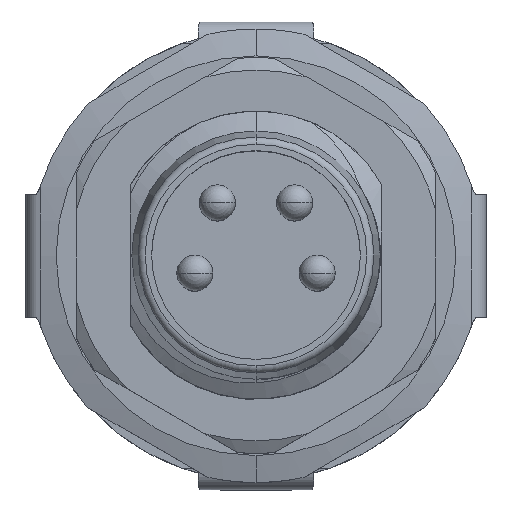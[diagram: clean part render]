
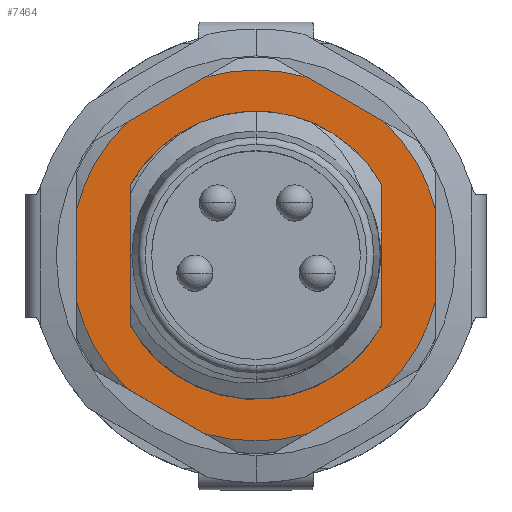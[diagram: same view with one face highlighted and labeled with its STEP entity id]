
A CAD part, top view. The second image highlights one B-rep face of the part: STEP entity #7464.
In plain terms, the highlighted planar face has unit normal (0, 0, 1).
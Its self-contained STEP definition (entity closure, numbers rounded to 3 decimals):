
#1077=CARTESIAN_POINT('',(0.,0.,-7.6));
#1078=DIRECTION('',(0.,0.,-1.));
#1079=DIRECTION('',(-0.875,0.484,0.));
#1080=AXIS2_PLACEMENT_3D('',#1077,#1078,#1079);
#1322=DIRECTION('',(0.,1.,0.));
#1323=VECTOR('',#1322,3.648);
#1324=CARTESIAN_POINT('',(-3.5,-1.712,-7.6));
#1325=LINE('',#1324,#1323);
#1545=CARTESIAN_POINT('',(3.082,1.57,-7.6));
#1546=CARTESIAN_POINT('',(3.137,1.462,-7.6));
#1547=CARTESIAN_POINT('',(3.235,1.242,-7.6));
#1548=CARTESIAN_POINT('',(3.347,0.897,-7.6));
#1549=CARTESIAN_POINT('',(3.422,0.542,-7.6));
#1550=CARTESIAN_POINT('',(3.46,0.181,-7.6));
#1551=CARTESIAN_POINT('',(3.46,-0.181,-7.6));
#1552=CARTESIAN_POINT('',(3.422,-0.543,-7.6));
#1553=CARTESIAN_POINT('',(3.347,-0.897,-7.6));
#1554=CARTESIAN_POINT('',(3.235,-1.242,-7.6));
#1555=CARTESIAN_POINT('',(3.087,-1.574,-7.6));
#1556=CARTESIAN_POINT('',(2.906,-1.887,-7.6));
#1557=CARTESIAN_POINT('',(2.692,-2.181,-7.6));
#1558=CARTESIAN_POINT('',(2.45,-2.451,-7.6));
#1559=CARTESIAN_POINT('',(2.18,-2.693,-7.6));
#1560=CARTESIAN_POINT('',(1.887,-2.906,-7.6));
#1561=CARTESIAN_POINT('',(1.678,-3.027,-7.6));
#1562=CARTESIAN_POINT('',(1.57,-3.082,-7.6));
#1680=DIRECTION('',(-0.866,0.5,0.));
#1681=VECTOR('',#1680,2.498);
#1682=CARTESIAN_POINT('',(3.581,3.706,-7.6));
#1683=LINE('',#1682,#1681);
#1684=CARTESIAN_POINT('',(0.,0.,-7.6));
#1685=DIRECTION('',(0.,0.,-1.));
#1686=DIRECTION('',(0.695,0.719,0.));
#1687=AXIS2_PLACEMENT_3D('',#1684,#1685,#1686);
#1689=DIRECTION('',(0.,1.,0.));
#1690=VECTOR('',#1689,2.498);
#1691=CARTESIAN_POINT('',(5.,-1.249,-7.6));
#1692=LINE('',#1691,#1690);
#1693=CARTESIAN_POINT('',(0.,0.,-7.6));
#1694=DIRECTION('',(0.,0.,-1.));
#1695=DIRECTION('',(0.97,-0.242,0.));
#1696=AXIS2_PLACEMENT_3D('',#1693,#1694,#1695);
#1698=DIRECTION('',(0.866,0.5,0.));
#1699=VECTOR('',#1698,2.498);
#1700=CARTESIAN_POINT('',(1.419,-4.955,-7.6));
#1701=LINE('',#1700,#1699);
#1702=DIRECTION('',(0.866,-0.5,0.));
#1703=VECTOR('',#1702,2.498);
#1704=CARTESIAN_POINT('',(-3.581,-3.706,-7.6));
#1705=LINE('',#1704,#1703);
#1706=CARTESIAN_POINT('',(0.,0.,-7.6));
#1707=DIRECTION('',(0.,0.,-1.));
#1708=DIRECTION('',(-0.695,-0.719,0.));
#1709=AXIS2_PLACEMENT_3D('',#1706,#1707,#1708);
#1711=DIRECTION('',(0.,-1.,0.));
#1712=VECTOR('',#1711,2.498);
#1713=CARTESIAN_POINT('',(-5.,1.249,-7.6));
#1714=LINE('',#1713,#1712);
#1715=CARTESIAN_POINT('',(0.,0.,-7.6));
#1716=DIRECTION('',(0.,0.,-1.));
#1717=DIRECTION('',(-0.97,0.242,0.));
#1718=AXIS2_PLACEMENT_3D('',#1715,#1716,#1717);
#1720=DIRECTION('',(-0.866,-0.5,0.));
#1721=VECTOR('',#1720,2.498);
#1722=CARTESIAN_POINT('',(-1.419,4.955,-7.6));
#1723=LINE('',#1722,#1721);
#1724=CARTESIAN_POINT('',(1.57,-3.082,-7.6));
#1725=CARTESIAN_POINT('',(1.464,-3.147,-7.6));
#1726=CARTESIAN_POINT('',(1.245,-3.266,-7.6));
#1727=CARTESIAN_POINT('',(0.896,-3.409,-7.6));
#1728=CARTESIAN_POINT('',(0.533,-3.514,-7.6));
#1729=CARTESIAN_POINT('',(0.156,-3.58,-7.6));
#1730=CARTESIAN_POINT('',(-0.226,-3.606,-7.6));
#1731=CARTESIAN_POINT('',(-0.612,-3.59,-7.6));
#1732=CARTESIAN_POINT('',(-0.997,-3.533,-7.6));
#1733=CARTESIAN_POINT('',(-1.374,-3.436,-7.6));
#1734=CARTESIAN_POINT('',(-1.743,-3.297,-7.6));
#1735=CARTESIAN_POINT('',(-2.096,-3.12,-7.6));
#1736=CARTESIAN_POINT('',(-2.431,-2.905,-7.6));
#1737=CARTESIAN_POINT('',(-2.743,-2.654,-7.6));
#1738=CARTESIAN_POINT('',(-3.028,-2.371,-7.6));
#1739=CARTESIAN_POINT('',(-3.284,-2.056,-7.6));
#1740=CARTESIAN_POINT('',(-3.432,-1.83,-7.6));
#1741=CARTESIAN_POINT('',(-3.5,-1.712,-7.6));
#1969=CARTESIAN_POINT('',(-3.042,2.598,-7.6));
#1970=CARTESIAN_POINT('',(-2.946,2.695,-7.6));
#1971=CARTESIAN_POINT('',(-2.748,2.878,-7.6));
#1972=CARTESIAN_POINT('',(-2.423,3.12,-7.6));
#1973=CARTESIAN_POINT('',(-2.078,3.327,-7.6));
#1974=CARTESIAN_POINT('',(-1.715,3.496,-7.6));
#1975=CARTESIAN_POINT('',(-1.34,3.627,-7.6));
#1976=CARTESIAN_POINT('',(-0.953,3.718,-7.6));
#1977=CARTESIAN_POINT('',(-0.564,3.768,-7.6));
#1978=CARTESIAN_POINT('',(-0.172,3.777,-7.6));
#1979=CARTESIAN_POINT('',(0.217,3.746,-7.6));
#1980=CARTESIAN_POINT('',(0.596,3.676,-7.6));
#1981=CARTESIAN_POINT('',(0.967,3.567,-7.6));
#1982=CARTESIAN_POINT('',(1.319,3.421,-7.6));
#1983=CARTESIAN_POINT('',(1.655,3.24,-7.6));
#1984=CARTESIAN_POINT('',(1.966,3.027,-7.6));
#1985=CARTESIAN_POINT('',(2.253,2.784,-7.6));
#1986=CARTESIAN_POINT('',(2.511,2.513,-7.6));
#1987=CARTESIAN_POINT('',(2.737,2.219,-7.6));
#1988=CARTESIAN_POINT('',(2.93,1.903,-7.6));
#1989=CARTESIAN_POINT('',(3.035,1.683,-7.6));
#1990=CARTESIAN_POINT('',(3.082,1.57,-7.6));
#4202=CARTESIAN_POINT('',(-5.,-1.249,-7.6));
#4236=CARTESIAN_POINT('',(-1.419,4.955,-7.6));
#4248=CARTESIAN_POINT('',(-3.581,3.706,-7.6));
#4284=CARTESIAN_POINT('',(1.419,4.955,-7.6));
#4330=CARTESIAN_POINT('',(5.,1.249,-7.6));
#4364=CARTESIAN_POINT('',(1.419,-4.955,-7.6));
#4376=CARTESIAN_POINT('',(3.581,-3.706,-7.6));
#4412=CARTESIAN_POINT('',(-1.419,-4.955,-7.6));
#4428=CARTESIAN_POINT('',(0.,0.,-7.6));
#4429=DIRECTION('',(0.,0.,1.));
#4430=DIRECTION('',(0.275,0.961,0.));
#4431=AXIS2_PLACEMENT_3D('',#4428,#4429,#4430);
#4443=CARTESIAN_POINT('',(0.,0.,-7.6));
#4444=DIRECTION('',(0.,0.,1.));
#4445=DIRECTION('',(-0.275,-0.961,0.));
#4446=AXIS2_PLACEMENT_3D('',#4443,#4444,#4445);
#4698=CARTESIAN_POINT('',(-3.5,1.936,-7.6));
#4699=CARTESIAN_POINT('',(-3.042,2.598,-7.6));
#4700=VERTEX_POINT('',#4698);
#4701=VERTEX_POINT('',#4699);
#4710=CARTESIAN_POINT('',(-3.5,-1.712,-7.6));
#4711=VERTEX_POINT('',#4710);
#4712=VERTEX_POINT('',#1990);
#4713=VERTEX_POINT('',#1724);
#4730=VERTEX_POINT('',#4284);
#4734=VERTEX_POINT('',#4248);
#4742=VERTEX_POINT('',#4202);
#4750=VERTEX_POINT('',#4412);
#4754=VERTEX_POINT('',#4376);
#4760=VERTEX_POINT('',#4330);
#4777=CARTESIAN_POINT('',(3.581,3.706,-7.6));
#4778=VERTEX_POINT('',#4777);
#4779=CARTESIAN_POINT('',(5.,-1.249,-7.6));
#4780=VERTEX_POINT('',#4779);
#4781=CARTESIAN_POINT('',(-3.581,-3.706,-7.6));
#4782=VERTEX_POINT('',#4781);
#4783=CARTESIAN_POINT('',(-5.,1.249,-7.6));
#4784=VERTEX_POINT('',#4783);
#4786=VERTEX_POINT('',#4236);
#4788=VERTEX_POINT('',#4364);
#7424=CARTESIAN_POINT('',(0.,0.,-7.6));
#7425=DIRECTION('',(0.,0.,1.));
#7426=DIRECTION('',(1.,0.,0.));
#7427=AXIS2_PLACEMENT_3D('',#7424,#7425,#7426);
#7428=PLANE('',#7427);
#7430=ORIENTED_EDGE('',*,*,#7429,.F.);
#7432=ORIENTED_EDGE('',*,*,#7431,.F.);
#7434=ORIENTED_EDGE('',*,*,#7433,.T.);
#7436=ORIENTED_EDGE('',*,*,#7435,.F.);
#7438=ORIENTED_EDGE('',*,*,#7437,.T.);
#7440=ORIENTED_EDGE('',*,*,#7439,.F.);
#7442=ORIENTED_EDGE('',*,*,#7441,.F.);
#7444=ORIENTED_EDGE('',*,*,#7443,.F.);
#7446=ORIENTED_EDGE('',*,*,#7445,.T.);
#7448=ORIENTED_EDGE('',*,*,#7447,.F.);
#7450=ORIENTED_EDGE('',*,*,#7449,.T.);
#7452=ORIENTED_EDGE('',*,*,#7451,.F.);
#7453=EDGE_LOOP('',(#7430,#7432,#7434,#7436,#7438,#7440,#7442,#7444,#7446,#7448,
#7450,#7452));
#7454=FACE_OUTER_BOUND('',#7453,.F.);
#7455=ORIENTED_EDGE('',*,*,#6151,.F.);
#7456=ORIENTED_EDGE('',*,*,#6282,.F.);
#7458=ORIENTED_EDGE('',*,*,#7457,.F.);
#7459=ORIENTED_EDGE('',*,*,#7136,.F.);
#7461=ORIENTED_EDGE('',*,*,#7460,.F.);
#7462=EDGE_LOOP('',(#7455,#7456,#7458,#7459,#7461));
#7463=FACE_BOUND('',#7462,.F.);
#1081=CIRCLE('',#1080,4.);
#1563=B_SPLINE_CURVE_WITH_KNOTS('',3,(#1545,#1546,#1547,#1548,#1549,#1550,#1551,
#1552,#1553,#1554,#1555,#1556,#1557,#1558,#1559,#1560,#1561,#1562),
.UNSPECIFIED.,.F.,.F.,(4,1,1,1,1,1,1,1,1,1,1,1,1,1,1,4),(0.,0.067,
0.133,0.2,0.267,0.333,0.4,
0.467,0.533,0.6,0.667,0.733,
0.8,0.867,0.933,1.),.UNSPECIFIED.);
#1688=CIRCLE('',#1687,5.154);
#1697=CIRCLE('',#1696,5.154);
#1710=CIRCLE('',#1709,5.154);
#1719=CIRCLE('',#1718,5.154);
#1742=B_SPLINE_CURVE_WITH_KNOTS('',3,(#1724,#1725,#1726,#1727,#1728,#1729,#1730,
#1731,#1732,#1733,#1734,#1735,#1736,#1737,#1738,#1739,#1740,#1741),
.UNSPECIFIED.,.F.,.F.,(4,1,1,1,1,1,1,1,1,1,1,1,1,1,1,4),(0.,0.067,
0.133,0.2,0.267,0.333,0.4,
0.467,0.533,0.6,0.667,0.733,
0.8,0.867,0.933,1.),.UNSPECIFIED.);
#1991=B_SPLINE_CURVE_WITH_KNOTS('',3,(#1969,#1970,#1971,#1972,#1973,#1974,#1975,
#1976,#1977,#1978,#1979,#1980,#1981,#1982,#1983,#1984,#1985,#1986,#1987,#1988,
#1989,#1990),.UNSPECIFIED.,.F.,.F.,(4,1,1,1,1,1,1,1,1,1,1,1,1,1,1,1,1,1,1,4),(
0.,0.053,0.105,0.158,0.211,
0.263,0.316,0.368,0.421,
0.474,0.526,0.579,0.632,
0.684,0.737,0.789,0.842,
0.895,0.947,1.),.UNSPECIFIED.);
#4432=CIRCLE('',#4431,5.154);
#4447=CIRCLE('',#4446,5.154);
#6151=EDGE_CURVE('',#4700,#4701,#1081,.T.);
#6282=EDGE_CURVE('',#4711,#4700,#1325,.T.);
#7136=EDGE_CURVE('',#4712,#4713,#1563,.T.);
#7429=EDGE_CURVE('',#4730,#4786,#4432,.T.);
#7431=EDGE_CURVE('',#4778,#4730,#1683,.T.);
#7433=EDGE_CURVE('',#4778,#4760,#1688,.T.);
#7435=EDGE_CURVE('',#4780,#4760,#1692,.T.);
#7437=EDGE_CURVE('',#4780,#4754,#1697,.T.);
#7439=EDGE_CURVE('',#4788,#4754,#1701,.T.);
#7441=EDGE_CURVE('',#4750,#4788,#4447,.T.);
#7443=EDGE_CURVE('',#4782,#4750,#1705,.T.);
#7445=EDGE_CURVE('',#4782,#4742,#1710,.T.);
#7447=EDGE_CURVE('',#4784,#4742,#1714,.T.);
#7449=EDGE_CURVE('',#4784,#4734,#1719,.T.);
#7451=EDGE_CURVE('',#4786,#4734,#1723,.T.);
#7457=EDGE_CURVE('',#4713,#4711,#1742,.T.);
#7460=EDGE_CURVE('',#4701,#4712,#1991,.T.);
#7464=ADVANCED_FACE('',(#7454,#7463),#7428,.T.);
